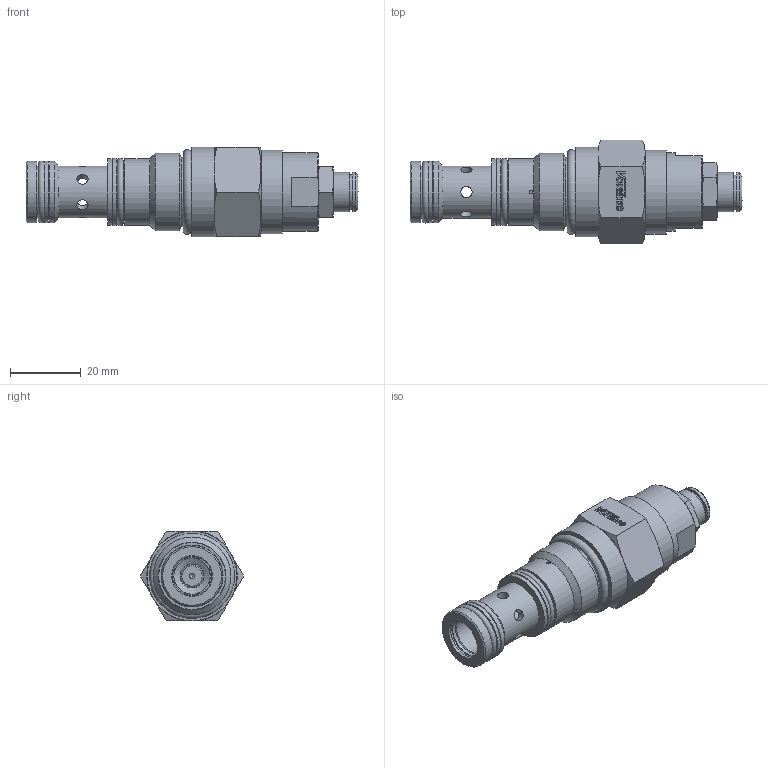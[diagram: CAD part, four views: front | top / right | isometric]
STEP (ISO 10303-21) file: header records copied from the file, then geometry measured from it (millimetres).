
FILE_DESCRIPTION((''),'2;1');
FILE_NAME('5010S.stp','2015-01-08T09:46:21',('jml'),(''),'Autodesk Inventor 2010','Autodesk Inventor 2010','');
FILE_SCHEMA(('AUTOMOTIVE_DESIGN { 1 0 10303 214 1 1 1 1 }'));
Length unit declared in the file: inch
Products named in the file (12): 5010S; 221436; 221169; 221170; 908 O-RING; 910 O-RING; 012 O-RING; 015 O-RING; 015 BACKUP; 016 O-RING; 016 BACKUP; 990239
Assembly tree (11 placements, depth 2):
  5010S
    221436
    221169
    221170
    908 O-RING
    910 O-RING
    012 O-RING
    015 O-RING
    015 BACKUP
    016 O-RING
    016 BACKUP
    990239
Bounding box: 94.08 x 29.33 x 25.4 mm (x, y, z)
Volume: 21097 mm3; surface area: 17173.5 mm2
Topology: 11 solids, 11 shells, 265 faces, 624 edges, 404 vertices
Faces by surface type: plane 142, cylinder 63, cone 51, torus 9
Full cylindrical faces by diameter (mm): 0.965 x1, 1.044 x1, 1.575 x1, 3.175 x6, 3.962 x1, 6.223 x1, 6.553 x1, 6.769 x1, 9.652 x1, 9.728 x1, 10.312 x1, 10.668 x1, 11.1 x4, 11.506 x2, 12.268 x1, 13.437 x2, 13.538 x1, 13.894 x1, 14.732 x2, 14.986 x2, 15.088 x1, 16.256 x1, 16.51 x1, 16.764 x1, 17.323 x1, 17.399 x2, 17.526 x1, 18.948 x2, 19.05 x2, 19.634 x1
Entity records: 8070 total; most frequent: CARTESIAN_POINT 1812, DIRECTION 1219, ORIENTED_EDGE 1082, EDGE_CURVE 541, AXIS2_PLACEMENT_3D 468, EDGE_LOOP 394, VERTEX_POINT 393, VECTOR 283
